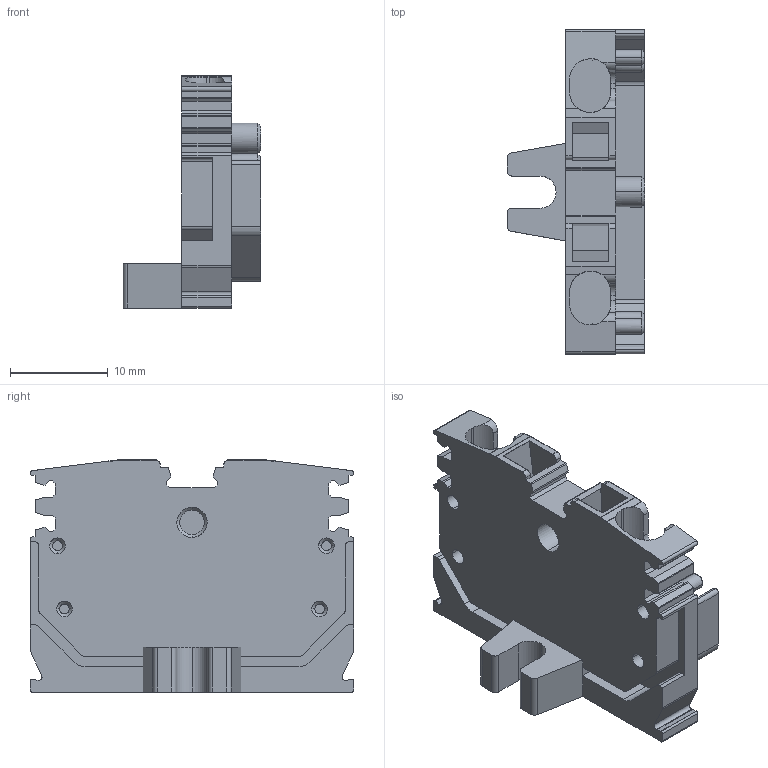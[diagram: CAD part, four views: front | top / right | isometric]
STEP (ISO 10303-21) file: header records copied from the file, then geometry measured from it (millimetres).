
FILE_DESCRIPTION(('CATIA V5 STEP Exchange','CAx-IF Rec.Pracs.--- Model Styling and Organization---1.4--- 2014-01-23'),'2;1');
FILE_NAME ('019073-3_1', '2019-07-24T11:20:05+00:00', ('none'), ('Weidmueller'), 'CATIA Version 5-6 Release 2016 SP3 HF44', 'CATIA V5 STEP AP214', 'none');
FILE_SCHEMA(('AUTOMOTIVE_DESIGN { 1 0 10303 214 1 1 1 1 }'));
Length unit declared in the file: millimetre
Products named in the file (1): 1704530000_ZDUB_2-5-2-2AN-DB_GE 
Bounding box: 14.1 x 33.2 x 23.8 mm (x, y, z)
Volume: 3441.5 mm3; surface area: 3427 mm2
Topology: 3 solids, 3 shells, 315 faces, 881 edges, 582 vertices
Faces by surface type: plane 191, cylinder 98, cone 20, extrusion 6
Entity records: 10266 total; most frequent: CARTESIAN_POINT 2352, ORIENTED_EDGE 1762, DIRECTION 1389, EDGE_CURVE 881, VECTOR 635, LINE 629, VERTEX_POINT 582, AXIS2_PLACEMENT_3D 468
